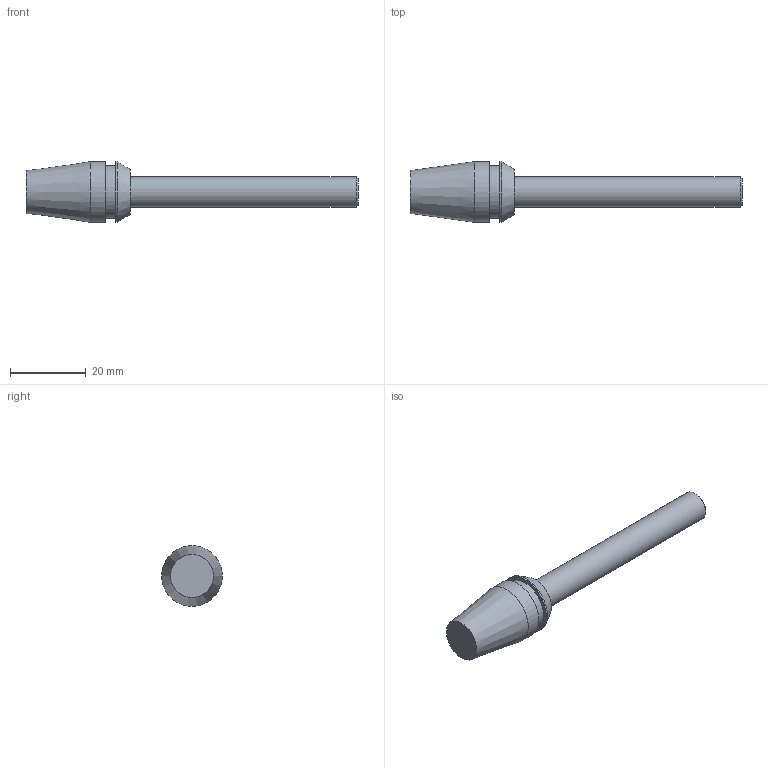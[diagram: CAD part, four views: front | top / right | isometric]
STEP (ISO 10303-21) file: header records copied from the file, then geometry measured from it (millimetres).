
FILE_DESCRIPTION(/* description */ (''),/* implementation_level */ '2;1');
FILE_NAME(/* name */ 'ER16-TA8-60.step',/* time_stamp */ '2025-12-11T16:19:51-06:00',/* author */ (''),/* organization */ (''),/* preprocessor_version */ 'ST-DEVELOPER v20.1',/* originating_system */ 'Autodesk Translation Framework v14.21.0.0',/* authorisation */ '');
FILE_SCHEMA (('AUTOMOTIVE_DESIGN { 1 0 10303 214 3 1 1 }'));
Length unit declared in the file: inch
Products named in the file (1): ER16-TA8-60
Bounding box: 87.53 x 16 x 16 mm (x, y, z)
Volume: 7336 mm3; surface area: 3064.1 mm2
Topology: 1 solids, 1 shells, 12 faces, 18 edges, 11 vertices
Faces by surface type: plane 5, cylinder 4, cone 3
Full cylindrical faces by diameter (mm): 8 x1, 13.767 x1, 16 x2
Entity records: 325 total; most frequent: DIRECTION 55, CARTESIAN_POINT 42, ORIENTED_EDGE 36, AXIS2_PLACEMENT_3D 24, EDGE_CURVE 18, EDGE_LOOP 15, FACE_OUTER_BOUND 12, ADVANCED_FACE 12
